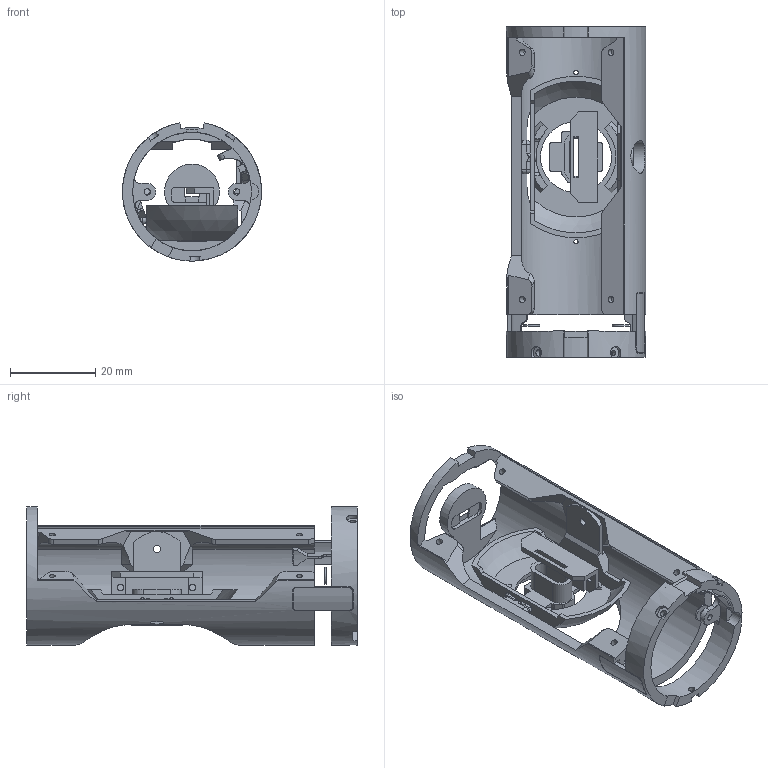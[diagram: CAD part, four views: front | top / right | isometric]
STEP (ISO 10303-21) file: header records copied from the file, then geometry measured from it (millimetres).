
FILE_DESCRIPTION(/* description */ (''),/* implementation_level */ '2;1');
FILE_NAME(/* name */ 'PiSight Innards v102.step',/* time_stamp */ '2025-07-13T20:59:14-04:00',/* author */ (''),/* organization */ (''),/* preprocessor_version */ 'ST-DEVELOPER v20.1',/* originating_system */ 'Autodesk Translation Framework v14.10.0.0',/* authorisation */ '');
FILE_SCHEMA (('AUTOMOTIVE_DESIGN { 1 0 10303 214 3 1 1 }'));
Length unit declared in the file: millimetre
Products named in the file (6): PiSight; iSight Swivel; Insert; Lens Adapter; Joints; USB-C Port
Assembly tree (5 placements, depth 2):
  PiSight
    iSight Swivel
    Insert
    Lens Adapter
    Joints
    USB-C Port
Bounding box: 32.65 x 77.55 x 32.4 mm (x, y, z)
Volume: 11816.3 mm3; surface area: 14573.7 mm2
Topology: 10 solids, 10 shells, 437 faces, 1248 edges, 825 vertices
Faces by surface type: plane 266, cylinder 139, bspline 15, cone 10, torus 4, sphere 3
Full cylindrical faces by diameter (mm): 1 x2, 1.25 x1, 1.5 x12, 1.75 x1, 1.9 x1, 4 x2, 4.2 x1, 4.65 x1, 7.7 x1, 16.65 x1, 20.95 x1, 27.85 x1
Entity records: 15929 total; most frequent: CARTESIAN_POINT 4279, ORIENTED_EDGE 2488, DIRECTION 2305, EDGE_CURVE 1244, VERTEX_POINT 825, AXIS2_PLACEMENT_3D 773, LINE 759, VECTOR 759
